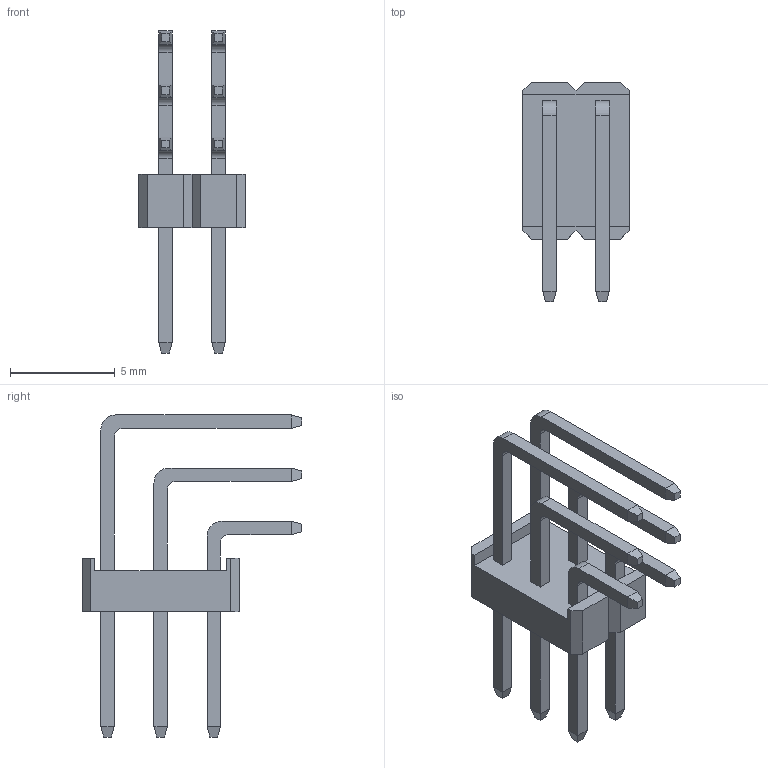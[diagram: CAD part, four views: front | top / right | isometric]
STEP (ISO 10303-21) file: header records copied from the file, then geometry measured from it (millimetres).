
FILE_DESCRIPTION(/* description */ ('STEP AP203'),/* implementation_level */ '2;1');
FILE_NAME(/* name */ 'BG043-006-A-0300-0600-N-G',/* time_stamp */ '2025-01-01T14:40:57+01:00',/* author */ ('License CC BY-ND 4.0'),/* organization */ ('CADENAS'),/* preprocessor_version */ 'ST-DEVELOPER v19.3',/* originating_system */ 'PARTsolutions',/* authorisation */ ' ');
FILE_SCHEMA (('CONFIG_CONTROL_DESIGN'));
Length unit declared in the file: millimetre
Products named in the file (5): BG043-006-A-0300-0600-N-G; BG043-006-A-0300-0600-N-G_H; BG043-006-A-0300-0600-N-G_P_3; BG043-006-A-0300-0600-N-G_P_2; BG043-006-A-0300-0600-N-G_P_1
Assembly tree (7 placements, depth 2):
  BG043-006-A-0300-0600-N-G
    BG043-006-A-0300-0600-N-G_H
    BG043-006-A-0300-0600-N-G_P_3  x2
    BG043-006-A-0300-0600-N-G_P_2  x2
    BG043-006-A-0300-0600-N-G_P_1  x2
Bounding box: 5.08 x 10.5 x 15.4 mm (x, y, z)
Volume: 117.4 mm3; surface area: 453.9 mm2
Topology: 7 solids, 7 shells, 152 faces, 366 edges, 228 vertices
Faces by surface type: plane 140, cylinder 12
Entity records: 3026 total; most frequent: CARTESIAN_POINT 508, ORIENTED_EDGE 492, DIRECTION 470, EDGE_CURVE 246, LINE 234, VECTOR 234, VERTEX_POINT 156, AXIS2_PLACEMENT_3D 118
